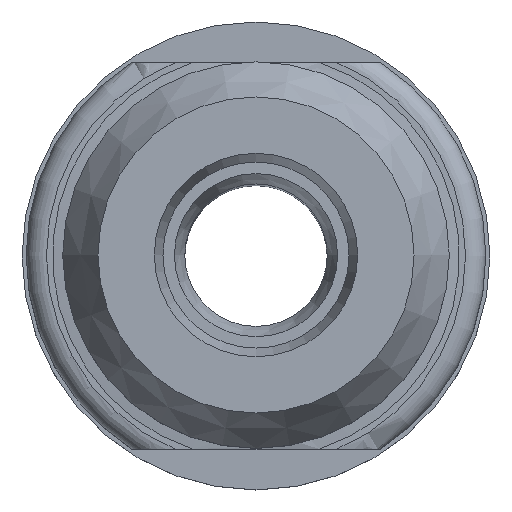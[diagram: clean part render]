
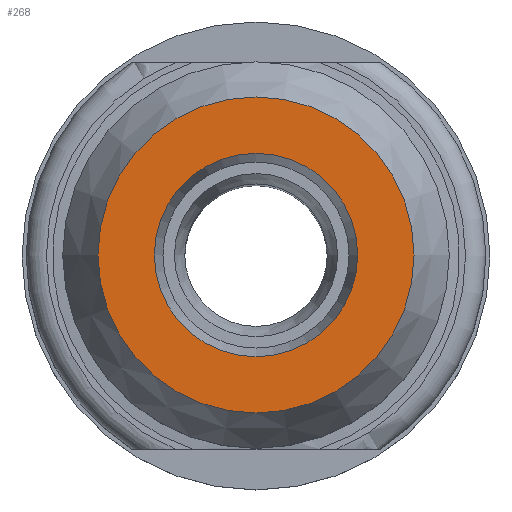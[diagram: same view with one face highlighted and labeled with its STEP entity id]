
A CAD part, top view. The second image highlights one B-rep face of the part: STEP entity #268.
In plain terms, the highlighted planar face has unit normal (0, 0, 1).
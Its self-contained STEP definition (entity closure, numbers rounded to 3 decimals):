
#253=EDGE_CURVE('Unnamed[1]',#552,#552,#553,.T.);
#268=ADVANCED_FACE('Unnamed[1]',(#573,#574),#575,.T.);
#296=EDGE_CURVE('Unnamed[1]',#613,#613,#614,.T.);
#552=VERTEX_POINT('',#1046);
#553=CIRCLE('',#1047,5.0);
#573=FACE_OUTER_BOUND('',#1075,.T.);
#574=FACE_BOUND('',#1076,.T.);
#575=PLANE('',#1077);
#613=VERTEX_POINT('',#1130);
#614=CIRCLE('',#1131,7.768);
#1046=CARTESIAN_POINT('',(-5.0,0.,29.0));
#1047=AXIS2_PLACEMENT_3D('',#1410,#1411,#1412);
#1075=EDGE_LOOP('',(#1433));
#1076=EDGE_LOOP('',(#1434));
#1077=AXIS2_PLACEMENT_3D('',#1435,#1436,#1437);
#1130=CARTESIAN_POINT('',(-7.768,0.,29.0));
#1131=AXIS2_PLACEMENT_3D('',#1483,#1484,#1485);
#1410=CARTESIAN_POINT('',(0.,0.,29.0));
#1411=DIRECTION('',(0.,0.,1.0));
#1412=DIRECTION('',(-1.0,0.,0.));
#1433=ORIENTED_EDGE('',*,*,#296,.T.);
#1434=ORIENTED_EDGE('',*,*,#253,.F.);
#1435=CARTESIAN_POINT('',(-6.384,0.,29.0));
#1436=DIRECTION('',(0.,0.,1.0));
#1437=DIRECTION('',(0.,1.0,0.));
#1483=CARTESIAN_POINT('',(0.,0.,29.0));
#1484=DIRECTION('',(0.,0.,1.0));
#1485=DIRECTION('',(-1.0,0.,0.));
